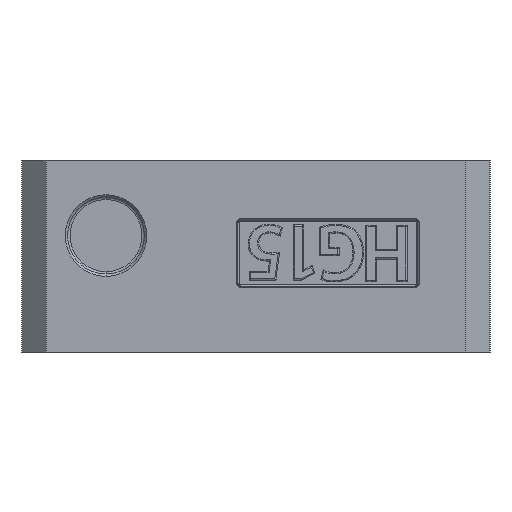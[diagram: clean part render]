
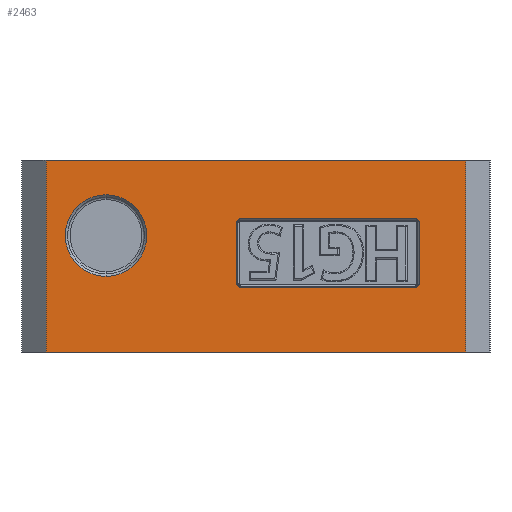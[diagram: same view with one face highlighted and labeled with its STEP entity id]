
A CAD part, left-side view. The second image highlights one B-rep face of the part: STEP entity #2463.
In plain terms, the highlighted planar face has unit normal (-1, 0, 0).
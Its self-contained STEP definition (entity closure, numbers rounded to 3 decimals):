
#32 = VECTOR ( 'NONE', #9180, 1000. ) ;
#270 = DIRECTION ( 'NONE',  ( 1., 0., 0. ) ) ;
#467 = LINE ( 'NONE', #1148, #3640 ) ;
#594 = CARTESIAN_POINT ( 'NONE',  ( -16.25, 7.4, 25.1 ) ) ;
#614 = DIRECTION ( 'NONE',  ( 0., -1., 0. ) ) ;
#797 = CARTESIAN_POINT ( 'NONE',  ( -16.25, 5.3, 19.7 ) ) ;
#819 = VERTEX_POINT ( 'NONE', #6432 ) ;
#1054 = EDGE_CURVE ( 'NONE', #8116, #12310, #467, .T. ) ;
#1064 = CARTESIAN_POINT ( 'NONE',  ( -16.25, 20.3, 24.55 ) ) ;
#1088 = CARTESIAN_POINT ( 'NONE',  ( -16.25, 14.85, 27.7 ) ) ;
#1148 = CARTESIAN_POINT ( 'NONE',  ( -16.25, 5.3, 27.7 ) ) ;
#1226 = EDGE_CURVE ( 'NONE', #9716, #3242, #11134, .T. ) ;
#1484 = CARTESIAN_POINT ( 'NONE',  ( -16.25, 14.7, 25.1 ) ) ;
#1533 = LINE ( 'NONE', #1088, #8898 ) ;
#1576 = DIRECTION ( 'NONE',  ( 0., 0., -1. ) ) ;
#1621 = EDGE_LOOP ( 'NONE', ( #6784, #2649, #12005, #6131, #11945, #10473, #9585, #8680 ) ) ;
#1698 = DIRECTION ( 'NONE',  ( 0., 0., -1. ) ) ;
#1711 = VECTOR ( 'NONE', #1698, 1000. ) ;
#1774 = ORIENTED_EDGE ( 'NONE', *, *, #5565, .T. ) ;
#1854 = VERTEX_POINT ( 'NONE', #5220 ) ;
#2010 = VERTEX_POINT ( 'NONE', #5714 ) ;
#2035 = DIRECTION ( 'NONE',  ( 0., 0., -1. ) ) ;
#2092 = AXIS2_PLACEMENT_3D ( 'NONE', #6002, #270, #6965 ) ;
#2112 = DIRECTION ( 'NONE',  ( 0., -1., 0. ) ) ;
#2463 = ADVANCED_FACE ( 'NONE', ( #9620, #11828, #4494 ), #3397, .F. ) ;
#2470 = DIRECTION ( 'NONE',  ( 0., 0., -1. ) ) ;
#2649 = ORIENTED_EDGE ( 'NONE', *, *, #5964, .T. ) ;
#2745 = CARTESIAN_POINT ( 'NONE',  ( -16.25, 14.7, 25.25 ) ) ;
#2946 = CARTESIAN_POINT ( 'NONE',  ( -16.25, 14.85, 25.1 ) ) ;
#2956 = DIRECTION ( 'NONE',  ( 0., 0., -1. ) ) ;
#3013 = VECTOR ( 'NONE', #10020, 1000. ) ;
#3134 = ORIENTED_EDGE ( 'NONE', *, *, #1054, .F. ) ;
#3208 = AXIS2_PLACEMENT_3D ( 'NONE', #4838, #11544, #5790 ) ;
#3242 = VERTEX_POINT ( 'NONE', #9920 ) ;
#3276 = AXIS2_PLACEMENT_3D ( 'NONE', #11018, #5264, #11955 ) ;
#3397 = PLANE ( 'NONE',  #6289 ) ;
#3434 = CARTESIAN_POINT ( 'NONE',  ( -16.25, 5.3, 25.25 ) ) ;
#3477 = VECTOR ( 'NONE', #3936, 1000. ) ;
#3640 = VECTOR ( 'NONE', #2112, 1000. ) ;
#3730 = CARTESIAN_POINT ( 'NONE',  ( -16.25, 7.25, 27.7 ) ) ;
#3915 = VERTEX_POINT ( 'NONE', #797 ) ;
#3936 = DIRECTION ( 'NONE',  ( 0., 0., -1. ) ) ;
#3941 = VERTEX_POINT ( 'NONE', #2745 ) ;
#4012 = VERTEX_POINT ( 'NONE', #8594 ) ;
#4250 = LINE ( 'NONE', #11243, #1711 ) ;
#4284 = VECTOR ( 'NONE', #11962, 1000. ) ;
#4465 = ORIENTED_EDGE ( 'NONE', *, *, #8554, .F. ) ;
#4494 = FACE_OUTER_BOUND ( 'NONE', #6176, .T. ) ;
#4680 = CARTESIAN_POINT ( 'NONE',  ( -16.25, 20.3, 22.85 ) ) ;
#4838 = CARTESIAN_POINT ( 'NONE',  ( -16.25, 7.4, 22.55 ) ) ;
#4875 = CIRCLE ( 'NONE', #8197, 0.15 ) ;
#5117 = CARTESIAN_POINT ( 'NONE',  ( -16.25, 5.3, 27.7 ) ) ;
#5220 = CARTESIAN_POINT ( 'NONE',  ( -16.25, 7.4, 25.25 ) ) ;
#5264 = DIRECTION ( 'NONE',  ( 1., 0., 0. ) ) ;
#5314 = LINE ( 'NONE', #5353, #10134 ) ;
#5353 = CARTESIAN_POINT ( 'NONE',  ( -16.25, 5.3, 19.7 ) ) ;
#5503 = ORIENTED_EDGE ( 'NONE', *, *, #11541, .T. ) ;
#5565 = EDGE_CURVE ( 'NONE', #8116, #2010, #4250, .T. ) ;
#5714 = CARTESIAN_POINT ( 'NONE',  ( -16.25, 22.8, 19.7 ) ) ;
#5790 = DIRECTION ( 'NONE',  ( 0., 0., -1. ) ) ;
#5810 = DIRECTION ( 'NONE',  ( 1., 0., 0. ) ) ;
#5857 = CARTESIAN_POINT ( 'NONE',  ( -16.25, 7.25, 25.1 ) ) ;
#5964 = EDGE_CURVE ( 'NONE', #3941, #1854, #9951, .T. ) ;
#6002 = CARTESIAN_POINT ( 'NONE',  ( -16.25, 20.3, 24.55 ) ) ;
#6131 = ORIENTED_EDGE ( 'NONE', *, *, #1226, .T. ) ;
#6176 = EDGE_LOOP ( 'NONE', ( #5503, #4465, #3134, #1774 ) ) ;
#6240 = EDGE_CURVE ( 'NONE', #9387, #8783, #1533, .T. ) ;
#6289 = AXIS2_PLACEMENT_3D ( 'NONE', #6925, #5810, #2956 ) ;
#6432 = CARTESIAN_POINT ( 'NONE',  ( -16.25, 14.7, 22.4 ) ) ;
#6544 = ORIENTED_EDGE ( 'NONE', *, *, #11298, .T. ) ;
#6784 = ORIENTED_EDGE ( 'NONE', *, *, #11912, .T. ) ;
#6925 = CARTESIAN_POINT ( 'NONE',  ( -16.25, 5.3, 27.7 ) ) ;
#6965 = DIRECTION ( 'NONE',  ( 0., 0., -1. ) ) ;
#7277 = DIRECTION ( 'NONE',  ( 1., 0., 0. ) ) ;
#7745 = DIRECTION ( 'NONE',  ( 1., 0., 0. ) ) ;
#7765 = ORIENTED_EDGE ( 'NONE', *, *, #12219, .T. ) ;
#7768 = CIRCLE ( 'NONE', #3276, 0.15 ) ;
#7769 = DIRECTION ( 'NONE',  ( 0., 0., 1. ) ) ;
#8094 = CARTESIAN_POINT ( 'NONE',  ( -16.25, 22.8, 27.7 ) ) ;
#8116 = VERTEX_POINT ( 'NONE', #8094 ) ;
#8191 = DIRECTION ( 'NONE',  ( 1., 0., 0. ) ) ;
#8197 = AXIS2_PLACEMENT_3D ( 'NONE', #1484, #8191, #2470 ) ;
#8554 = EDGE_CURVE ( 'NONE', #12310, #3915, #10936, .T. ) ;
#8594 = CARTESIAN_POINT ( 'NONE',  ( -16.25, 7.4, 22.4 ) ) ;
#8608 = EDGE_CURVE ( 'NONE', #819, #9387, #7768, .T. ) ;
#8680 = ORIENTED_EDGE ( 'NONE', *, *, #6240, .T. ) ;
#8735 = VERTEX_POINT ( 'NONE', #4680 ) ;
#8783 = VERTEX_POINT ( 'NONE', #2946 ) ;
#8898 = VECTOR ( 'NONE', #7769, 1000. ) ;
#8955 = CIRCLE ( 'NONE', #3208, 0.15 ) ;
#9050 = CARTESIAN_POINT ( 'NONE',  ( -16.25, 5.3, 27.7 ) ) ;
#9096 = EDGE_CURVE ( 'NONE', #1854, #9716, #11230, .T. ) ;
#9180 = DIRECTION ( 'NONE',  ( 0., -1., 0. ) ) ;
#9387 = VERTEX_POINT ( 'NONE', #11077 ) ;
#9585 = ORIENTED_EDGE ( 'NONE', *, *, #8608, .T. ) ;
#9620 = FACE_BOUND ( 'NONE', #1621, .T. ) ;
#9716 = VERTEX_POINT ( 'NONE', #5857 ) ;
#9842 = CARTESIAN_POINT ( 'NONE',  ( -16.25, 20.3, 26.25 ) ) ;
#9920 = CARTESIAN_POINT ( 'NONE',  ( -16.25, 7.25, 22.55 ) ) ;
#9951 = LINE ( 'NONE', #3434, #32 ) ;
#10020 = DIRECTION ( 'NONE',  ( 0., 0., -1. ) ) ;
#10121 = CIRCLE ( 'NONE', #12445, 1.7 ) ;
#10134 = VECTOR ( 'NONE', #614, 1000. ) ;
#10370 = VERTEX_POINT ( 'NONE', #9842 ) ;
#10473 = ORIENTED_EDGE ( 'NONE', *, *, #10929, .T. ) ;
#10713 = EDGE_CURVE ( 'NONE', #3242, #4012, #8955, .T. ) ;
#10887 = CIRCLE ( 'NONE', #2092, 1.7 ) ;
#10889 = EDGE_LOOP ( 'NONE', ( #7765, #6544 ) ) ;
#10929 = EDGE_CURVE ( 'NONE', #4012, #819, #11918, .T. ) ;
#10936 = LINE ( 'NONE', #9050, #3013 ) ;
#11018 = CARTESIAN_POINT ( 'NONE',  ( -16.25, 14.7, 22.55 ) ) ;
#11025 = CARTESIAN_POINT ( 'NONE',  ( -16.25, 5.3, 22.4 ) ) ;
#11077 = CARTESIAN_POINT ( 'NONE',  ( -16.25, 14.85, 22.55 ) ) ;
#11134 = LINE ( 'NONE', #3730, #3477 ) ;
#11230 = CIRCLE ( 'NONE', #11394, 0.15 ) ;
#11243 = CARTESIAN_POINT ( 'NONE',  ( -16.25, 22.8, 27.7 ) ) ;
#11298 = EDGE_CURVE ( 'NONE', #8735, #10370, #10887, .T. ) ;
#11394 = AXIS2_PLACEMENT_3D ( 'NONE', #594, #7277, #1576 ) ;
#11541 = EDGE_CURVE ( 'NONE', #2010, #3915, #5314, .T. ) ;
#11544 = DIRECTION ( 'NONE',  ( 1., 0., 0. ) ) ;
#11828 = FACE_BOUND ( 'NONE', #10889, .T. ) ;
#11912 = EDGE_CURVE ( 'NONE', #8783, #3941, #4875, .T. ) ;
#11918 = LINE ( 'NONE', #11025, #4284 ) ;
#11945 = ORIENTED_EDGE ( 'NONE', *, *, #10713, .T. ) ;
#11955 = DIRECTION ( 'NONE',  ( 0., 0., -1. ) ) ;
#11962 = DIRECTION ( 'NONE',  ( 0., 1., 0. ) ) ;
#12005 = ORIENTED_EDGE ( 'NONE', *, *, #9096, .T. ) ;
#12219 = EDGE_CURVE ( 'NONE', #10370, #8735, #10121, .T. ) ;
#12310 = VERTEX_POINT ( 'NONE', #5117 ) ;
#12445 = AXIS2_PLACEMENT_3D ( 'NONE', #1064, #7745, #2035 ) ;
